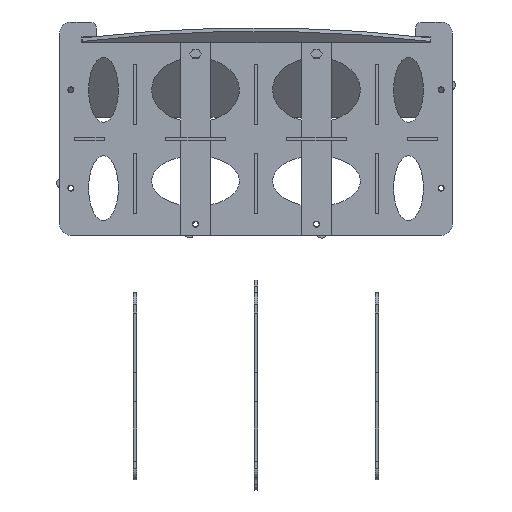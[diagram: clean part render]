
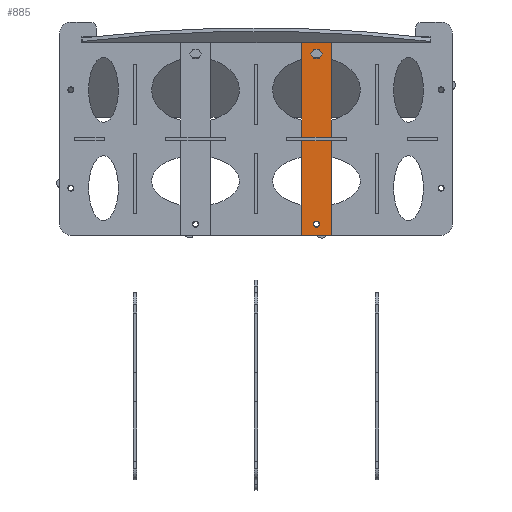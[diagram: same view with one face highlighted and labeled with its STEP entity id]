
A CAD part, front view. The second image highlights one B-rep face of the part: STEP entity #885.
In plain terms, the highlighted planar face has unit normal (0, -1, 0).
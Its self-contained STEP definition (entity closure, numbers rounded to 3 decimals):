
#12 = CARTESIAN_POINT ( 'NONE',  ( 15., 0., -15.95 ) ) ;
#28 = EDGE_CURVE ( 'NONE', #12861, #16193, #10492, .T. ) ;
#207 = CIRCLE ( 'NONE', #3074, 4.05 ) ;
#550 = CARTESIAN_POINT ( 'NONE',  ( 238.5, 0., -16.247 ) ) ;
#775 = DIRECTION ( 'NONE',  ( 0.866, 0., -0.5 ) ) ;
#885 = ADVANCED_FACE ( 'NONE', ( #10789, #15932, #7460 ), #14259, .T. ) ;
#970 = DIRECTION ( 'NONE',  ( -1., 0., 0. ) ) ;
#1007 = EDGE_CURVE ( 'NONE', #13905, #19974, #18413, .T. ) ;
#1110 = CARTESIAN_POINT ( 'NONE',  ( 251.5, 0., -23.753 ) ) ;
#1487 = DIRECTION ( 'NONE',  ( 0., 0., 1. ) ) ;
#1584 = AXIS2_PLACEMENT_3D ( 'NONE', #21609, #15091, #1487 ) ;
#1821 = EDGE_CURVE ( 'NONE', #13946, #18029, #11581, .T. ) ;
#1997 = CARTESIAN_POINT ( 'NONE',  ( 0., 0., 0. ) ) ;
#2286 = ORIENTED_EDGE ( 'NONE', *, *, #11387, .T. ) ;
#2420 = VERTEX_POINT ( 'NONE', #4624 ) ;
#2481 = DIRECTION ( 'NONE',  ( 0., 0., 1. ) ) ;
#2679 = VERTEX_POINT ( 'NONE', #9571 ) ;
#2833 = DIRECTION ( 'NONE',  ( -0.866, 0., -0.5 ) ) ;
#3036 = VECTOR ( 'NONE', #4875, 1000. ) ;
#3074 = AXIS2_PLACEMENT_3D ( 'NONE', #15629, #7491, #10376 ) ;
#3081 = LINE ( 'NONE', #22054, #3036 ) ;
#3305 = CARTESIAN_POINT ( 'NONE',  ( 260., 0., 0. ) ) ;
#3317 = EDGE_CURVE ( 'NONE', #2420, #13905, #5513, .T. ) ;
#3714 = DIRECTION ( 'NONE',  ( 0., 0., 1. ) ) ;
#3850 = DIRECTION ( 'NONE',  ( 0., 0., -1. ) ) ;
#3869 = VECTOR ( 'NONE', #2833, 1000. ) ;
#3977 = LINE ( 'NONE', #17727, #21848 ) ;
#4077 = CARTESIAN_POINT ( 'NONE',  ( 260., 0., 0. ) ) ;
#4445 = EDGE_CURVE ( 'NONE', #16193, #12861, #207, .T. ) ;
#4624 = CARTESIAN_POINT ( 'NONE',  ( 0., 0., -40. ) ) ;
#4875 = DIRECTION ( 'NONE',  ( -0.866, 0., 0.5 ) ) ;
#5513 = LINE ( 'NONE', #19044, #17749 ) ;
#5759 = VECTOR ( 'NONE', #16833, 1000. ) ;
#5960 = ORIENTED_EDGE ( 'NONE', *, *, #8350, .T. ) ;
#6787 = DIRECTION ( 'NONE',  ( 0., 0., -1. ) ) ;
#7027 = ORIENTED_EDGE ( 'NONE', *, *, #28, .T. ) ;
#7049 = VECTOR ( 'NONE', #3850, 1000. ) ;
#7058 = CARTESIAN_POINT ( 'NONE',  ( 251.5, 0., -16.247 ) ) ;
#7460 = FACE_BOUND ( 'NONE', #11726, .T. ) ;
#7491 = DIRECTION ( 'NONE',  ( 0., 1., 0. ) ) ;
#7589 = ORIENTED_EDGE ( 'NONE', *, *, #1821, .T. ) ;
#7848 = VECTOR ( 'NONE', #775, 1000. ) ;
#8108 = ORIENTED_EDGE ( 'NONE', *, *, #4445, .T. ) ;
#8226 = CARTESIAN_POINT ( 'NONE',  ( 0., 0., 0. ) ) ;
#8350 = EDGE_CURVE ( 'NONE', #19019, #2679, #3081, .T. ) ;
#8551 = LINE ( 'NONE', #20215, #14151 ) ;
#8993 = EDGE_LOOP ( 'NONE', ( #7027, #8108 ) ) ;
#9177 = ORIENTED_EDGE ( 'NONE', *, *, #9752, .T. ) ;
#9571 = CARTESIAN_POINT ( 'NONE',  ( 238.5, 0., -23.753 ) ) ;
#9715 = CARTESIAN_POINT ( 'NONE',  ( 260., 0., -40. ) ) ;
#9752 = EDGE_CURVE ( 'NONE', #2679, #13946, #12628, .T. ) ;
#10376 = DIRECTION ( 'NONE',  ( 0., 0., 1. ) ) ;
#10492 = CIRCLE ( 'NONE', #1584, 4.05 ) ;
#10633 = ORIENTED_EDGE ( 'NONE', *, *, #3317, .F. ) ;
#10789 = FACE_OUTER_BOUND ( 'NONE', #12972, .T. ) ;
#10866 = EDGE_CURVE ( 'NONE', #19974, #13609, #14008, .T. ) ;
#10944 = CARTESIAN_POINT ( 'NONE',  ( 238.5, 0., -23.753 ) ) ;
#11387 = EDGE_CURVE ( 'NONE', #17624, #19019, #16230, .T. ) ;
#11581 = LINE ( 'NONE', #16839, #15258 ) ;
#11726 = EDGE_LOOP ( 'NONE', ( #7589, #14303, #16246, #2286, #5960, #9177 ) ) ;
#12559 = ORIENTED_EDGE ( 'NONE', *, *, #10866, .F. ) ;
#12628 = LINE ( 'NONE', #10944, #12727 ) ;
#12727 = VECTOR ( 'NONE', #2481, 1000. ) ;
#12861 = VERTEX_POINT ( 'NONE', #17911 ) ;
#12972 = EDGE_LOOP ( 'NONE', ( #10633, #17909, #12559, #17773 ) ) ;
#13609 = VERTEX_POINT ( 'NONE', #9715 ) ;
#13905 = VERTEX_POINT ( 'NONE', #1997 ) ;
#13946 = VERTEX_POINT ( 'NONE', #550 ) ;
#14008 = LINE ( 'NONE', #4077, #7049 ) ;
#14151 = VECTOR ( 'NONE', #6787, 1000. ) ;
#14259 = PLANE ( 'NONE',  #21382 ) ;
#14303 = ORIENTED_EDGE ( 'NONE', *, *, #22077, .T. ) ;
#14540 = CARTESIAN_POINT ( 'NONE',  ( 251.5, 0., -23.753 ) ) ;
#14698 = CARTESIAN_POINT ( 'NONE',  ( 245., 0., -12.494 ) ) ;
#14855 = VERTEX_POINT ( 'NONE', #7058 ) ;
#15030 = DIRECTION ( 'NONE',  ( 0.866, 0., 0.5 ) ) ;
#15091 = DIRECTION ( 'NONE',  ( 0., 1., 0. ) ) ;
#15258 = VECTOR ( 'NONE', #15030, 1000. ) ;
#15629 = CARTESIAN_POINT ( 'NONE',  ( 15., 0., -20. ) ) ;
#15932 = FACE_BOUND ( 'NONE', #8993, .T. ) ;
#16064 = CARTESIAN_POINT ( 'NONE',  ( 245., 0., -12.494 ) ) ;
#16193 = VERTEX_POINT ( 'NONE', #12 ) ;
#16230 = LINE ( 'NONE', #14540, #3869 ) ;
#16246 = ORIENTED_EDGE ( 'NONE', *, *, #17801, .T. ) ;
#16833 = DIRECTION ( 'NONE',  ( 1., 0., 0. ) ) ;
#16839 = CARTESIAN_POINT ( 'NONE',  ( 238.5, 0., -16.247 ) ) ;
#17133 = EDGE_CURVE ( 'NONE', #13609, #2420, #3977, .T. ) ;
#17624 = VERTEX_POINT ( 'NONE', #1110 ) ;
#17727 = CARTESIAN_POINT ( 'NONE',  ( 0., 0., -40. ) ) ;
#17749 = VECTOR ( 'NONE', #3714, 1000. ) ;
#17773 = ORIENTED_EDGE ( 'NONE', *, *, #1007, .F. ) ;
#17801 = EDGE_CURVE ( 'NONE', #14855, #17624, #8551, .T. ) ;
#17909 = ORIENTED_EDGE ( 'NONE', *, *, #17133, .F. ) ;
#17911 = CARTESIAN_POINT ( 'NONE',  ( 15., 0., -24.05 ) ) ;
#18029 = VERTEX_POINT ( 'NONE', #14698 ) ;
#18413 = LINE ( 'NONE', #8226, #5759 ) ;
#18978 = DIRECTION ( 'NONE',  ( 0., -1., 0. ) ) ;
#19019 = VERTEX_POINT ( 'NONE', #19298 ) ;
#19044 = CARTESIAN_POINT ( 'NONE',  ( 0., 0., 0. ) ) ;
#19298 = CARTESIAN_POINT ( 'NONE',  ( 245., 0., -27.506 ) ) ;
#19315 = LINE ( 'NONE', #16064, #7848 ) ;
#19411 = DIRECTION ( 'NONE',  ( 0., 0., -1. ) ) ;
#19974 = VERTEX_POINT ( 'NONE', #3305 ) ;
#20215 = CARTESIAN_POINT ( 'NONE',  ( 251.5, 0., -16.247 ) ) ;
#21094 = CARTESIAN_POINT ( 'NONE',  ( 0., 0., 0. ) ) ;
#21382 = AXIS2_PLACEMENT_3D ( 'NONE', #21094, #18978, #19411 ) ;
#21609 = CARTESIAN_POINT ( 'NONE',  ( 15., 0., -20. ) ) ;
#21848 = VECTOR ( 'NONE', #970, 1000. ) ;
#22054 = CARTESIAN_POINT ( 'NONE',  ( 245., 0., -27.506 ) ) ;
#22077 = EDGE_CURVE ( 'NONE', #18029, #14855, #19315, .T. ) ;
